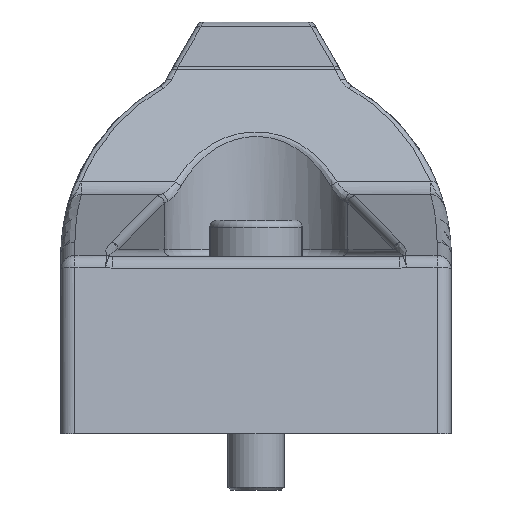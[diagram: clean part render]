
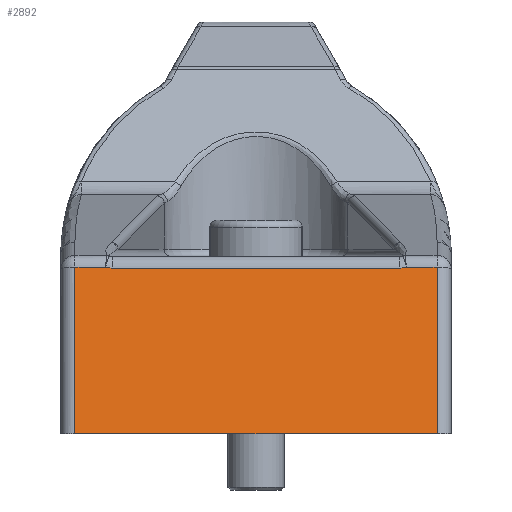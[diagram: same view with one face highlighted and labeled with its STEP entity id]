
A CAD part, front view. The second image highlights one B-rep face of the part: STEP entity #2892.
In plain terms, the highlighted planar face has unit normal (0, -0.985, 0.174).
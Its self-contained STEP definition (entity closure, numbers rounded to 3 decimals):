
#85=ELLIPSE('',#3153,2.671,2.401);
#86=ELLIPSE('',#3154,2.671,2.401);
#116=PLANE('',#3152);
#289=LINE('',#4827,#503);
#311=LINE('',#5088,#525);
#312=LINE('',#5090,#526);
#313=LINE('',#5094,#527);
#314=LINE('',#5098,#528);
#315=LINE('',#5099,#529);
#503=VECTOR('',#3579,1000.);
#525=VECTOR('',#3629,1000.);
#526=VECTOR('',#3630,1000.);
#527=VECTOR('',#3633,1000.);
#528=VECTOR('',#3636,1000.);
#529=VECTOR('',#3637,1000.);
#756=FACE_OUTER_BOUND('',#960,.T.);
#960=EDGE_LOOP('',(#2131,#2132,#2133,#2134,#2135,#2136,#2137,#2138));
#1365=VERTEX_POINT('',#4824);
#1366=VERTEX_POINT('',#4826);
#1398=VERTEX_POINT('',#5087);
#1399=VERTEX_POINT('',#5089);
#1400=VERTEX_POINT('',#5091);
#1401=VERTEX_POINT('',#5093);
#1402=VERTEX_POINT('',#5095);
#1403=VERTEX_POINT('',#5097);
#1639=EDGE_CURVE('',#1365,#1366,#289,.T.);
#1675=EDGE_CURVE('',#1365,#1398,#311,.T.);
#1676=EDGE_CURVE('',#1398,#1399,#312,.T.);
#1677=EDGE_CURVE('',#1399,#1400,#85,.T.);
#1678=EDGE_CURVE('',#1400,#1401,#313,.T.);
#1679=EDGE_CURVE('',#1401,#1402,#86,.T.);
#1680=EDGE_CURVE('',#1402,#1403,#314,.T.);
#1681=EDGE_CURVE('',#1403,#1366,#315,.T.);
#2131=ORIENTED_EDGE('',*,*,#1639,.F.);
#2132=ORIENTED_EDGE('',*,*,#1675,.T.);
#2133=ORIENTED_EDGE('',*,*,#1676,.T.);
#2134=ORIENTED_EDGE('',*,*,#1677,.T.);
#2135=ORIENTED_EDGE('',*,*,#1678,.T.);
#2136=ORIENTED_EDGE('',*,*,#1679,.T.);
#2137=ORIENTED_EDGE('',*,*,#1680,.T.);
#2138=ORIENTED_EDGE('',*,*,#1681,.T.);
#2892=ADVANCED_FACE('',(#756),#116,.F.);
#3152=AXIS2_PLACEMENT_3D('',#5086,#3627,#3628);
#3153=AXIS2_PLACEMENT_3D('',#5092,#3631,#3632);
#3154=AXIS2_PLACEMENT_3D('',#5096,#3634,#3635);
#3579=DIRECTION('',(-1.,0.,0.));
#3627=DIRECTION('center_axis',(0.,0.985,-0.174));
#3628=DIRECTION('ref_axis',(0.,0.174,0.985));
#3629=DIRECTION('',(0.,0.174,0.985));
#3630=DIRECTION('',(-1.,0.,0.));
#3631=DIRECTION('center_axis',(0.,0.985,
-0.174));
#3632=DIRECTION('ref_axis',(0.988,0.027,0.15));
#3633=DIRECTION('',(-1.,0.,0.));
#3634=DIRECTION('center_axis',(0.,0.985,
-0.174));
#3635=DIRECTION('ref_axis',(0.988,-0.027,-0.15));
#3636=DIRECTION('',(-1.,0.,0.));
#3637=DIRECTION('',(0.,-0.174,-0.985));
#4824=CARTESIAN_POINT('',(30.995,-85.404,-36.765));
#4826=CARTESIAN_POINT('',(-20.005,-85.404,-36.765));
#4827=CARTESIAN_POINT('',(-22.005,-85.404,-36.765));
#5086=CARTESIAN_POINT('Origin',(-87.005,-85.404,-36.765));
#5087=CARTESIAN_POINT('',(30.995,-81.262,-13.276));
#5088=CARTESIAN_POINT('',(30.995,-85.404,-36.765));
#5089=CARTESIAN_POINT('',(26.668,-81.262,-13.276));
#5090=CARTESIAN_POINT('',(-87.005,-81.262,-13.276));
#5091=CARTESIAN_POINT('',(25.757,-81.287,-13.418));
#5092=CARTESIAN_POINT('Origin',(25.843,-80.869,-11.047));
#5093=CARTESIAN_POINT('',(-14.767,-81.287,-13.418));
#5094=CARTESIAN_POINT('',(-87.005,-81.287,-13.418));
#5095=CARTESIAN_POINT('',(-15.679,-81.262,-13.276));
#5096=CARTESIAN_POINT('Origin',(-14.853,-80.869,-11.047));
#5097=CARTESIAN_POINT('',(-20.005,-81.262,-13.276));
#5098=CARTESIAN_POINT('',(-87.005,-81.262,-13.276));
#5099=CARTESIAN_POINT('',(-20.005,-85.404,-36.765));
